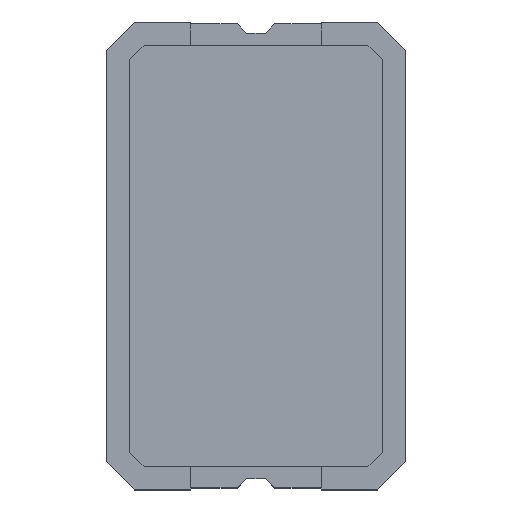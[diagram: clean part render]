
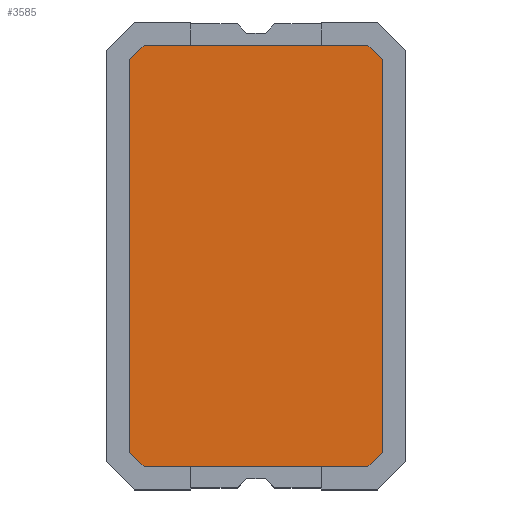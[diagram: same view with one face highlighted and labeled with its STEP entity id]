
A CAD part, top view. The second image highlights one B-rep face of the part: STEP entity #3585.
In plain terms, the highlighted planar face has unit normal (0, 0, 1).
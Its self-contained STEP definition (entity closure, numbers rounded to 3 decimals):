
#55 = PLANE('',#56);
#56 = AXIS2_PLACEMENT_3D('',#57,#58,#59);
#57 = CARTESIAN_POINT('',(-0.598,-1.125,0.675));
#58 = DIRECTION('',(0.,1.,0.));
#59 = DIRECTION('',(-1.,0.,0.));
#335 = PLANE('',#336);
#336 = AXIS2_PLACEMENT_3D('',#337,#338,#339);
#337 = CARTESIAN_POINT('',(0.598,1.125,0.675));
#338 = DIRECTION('',(0.,-1.,0.));
#339 = DIRECTION('',(1.,0.,0.));
#363 = PLANE('',#364);
#364 = AXIS2_PLACEMENT_3D('',#365,#366,#367);
#365 = CARTESIAN_POINT('',(0.675,1.048,0.675));
#366 = DIRECTION('',(-0.707,-0.707,0.
    ));
#367 = DIRECTION('',(0.707,-0.707,0.)
  );
#391 = PLANE('',#392);
#392 = AXIS2_PLACEMENT_3D('',#393,#394,#395);
#393 = CARTESIAN_POINT('',(0.675,-1.048,0.675));
#394 = DIRECTION('',(-1.,0.,0.));
#395 = DIRECTION('',(0.,-1.,0.));
#417 = PLANE('',#418);
#418 = AXIS2_PLACEMENT_3D('',#419,#420,#421);
#419 = CARTESIAN_POINT('',(0.598,-1.125,0.675));
#420 = DIRECTION('',(-0.707,0.707,0.)
  );
#421 = DIRECTION('',(-0.707,-0.707,0.
    ));
#478 = PLANE('',#479);
#479 = AXIS2_PLACEMENT_3D('',#480,#481,#482);
#480 = CARTESIAN_POINT('',(-0.675,-1.048,0.675));
#481 = DIRECTION('',(0.707,0.707,0.));
#482 = DIRECTION('',(-0.707,0.707,0.)
  );
#506 = PLANE('',#507);
#507 = AXIS2_PLACEMENT_3D('',#508,#509,#510);
#508 = CARTESIAN_POINT('',(-0.675,1.048,0.675));
#509 = DIRECTION('',(1.,0.,0.));
#510 = DIRECTION('',(0.,1.,0.));
#534 = PLANE('',#535);
#535 = AXIS2_PLACEMENT_3D('',#536,#537,#538);
#536 = CARTESIAN_POINT('',(-0.598,1.125,0.675));
#537 = DIRECTION('',(0.707,-0.707,0.)
  );
#538 = DIRECTION('',(0.707,0.707,0.));
#3188 = VERTEX_POINT('',#3189);
#3189 = CARTESIAN_POINT('',(0.598,-1.125,0.675));
#3210 = EDGE_CURVE('',#3211,#3188,#3213,.T.);
#3211 = VERTEX_POINT('',#3212);
#3212 = CARTESIAN_POINT('',(-0.598,-1.125,0.675));
#3213 = SURFACE_CURVE('',#3214,(#3218,#3225),.PCURVE_S1.);
#3214 = LINE('',#3215,#3216);
#3215 = CARTESIAN_POINT('',(-0.598,-1.125,0.675));
#3216 = VECTOR('',#3217,1.);
#3217 = DIRECTION('',(1.,0.,0.));
#3218 = PCURVE('',#55,#3219);
#3219 = DEFINITIONAL_REPRESENTATION('',(#3220),#3224);
#3220 = LINE('',#3221,#3222);
#3221 = CARTESIAN_POINT('',(0.,0.));
#3222 = VECTOR('',#3223,1.);
#3223 = DIRECTION('',(-1.,0.));
#3224 = ( GEOMETRIC_REPRESENTATION_CONTEXT(2) 
PARAMETRIC_REPRESENTATION_CONTEXT() REPRESENTATION_CONTEXT('2D SPACE',''
  ) );
#3225 = PCURVE('',#3226,#3231);
#3226 = PLANE('',#3227);
#3227 = AXIS2_PLACEMENT_3D('',#3228,#3229,#3230);
#3228 = CARTESIAN_POINT('',(0.769,3.172,0.675));
#3229 = DIRECTION('',(0.,0.,1.));
#3230 = DIRECTION('',(1.,0.,0.));
#3231 = DEFINITIONAL_REPRESENTATION('',(#3232),#3236);
#3232 = LINE('',#3233,#3234);
#3233 = CARTESIAN_POINT('',(-1.367,-4.297));
#3234 = VECTOR('',#3235,1.);
#3235 = DIRECTION('',(1.,0.));
#3236 = ( GEOMETRIC_REPRESENTATION_CONTEXT(2) 
PARAMETRIC_REPRESENTATION_CONTEXT() REPRESENTATION_CONTEXT('2D SPACE',''
  ) );
#3268 = VERTEX_POINT('',#3269);
#3269 = CARTESIAN_POINT('',(-0.598,1.125,0.675));
#3290 = EDGE_CURVE('',#3291,#3268,#3293,.T.);
#3291 = VERTEX_POINT('',#3292);
#3292 = CARTESIAN_POINT('',(0.598,1.125,0.675));
#3293 = SURFACE_CURVE('',#3294,(#3298,#3305),.PCURVE_S1.);
#3294 = LINE('',#3295,#3296);
#3295 = CARTESIAN_POINT('',(0.598,1.125,0.675));
#3296 = VECTOR('',#3297,1.);
#3297 = DIRECTION('',(-1.,0.,0.));
#3298 = PCURVE('',#335,#3299);
#3299 = DEFINITIONAL_REPRESENTATION('',(#3300),#3304);
#3300 = LINE('',#3301,#3302);
#3301 = CARTESIAN_POINT('',(0.,0.));
#3302 = VECTOR('',#3303,1.);
#3303 = DIRECTION('',(-1.,0.));
#3304 = ( GEOMETRIC_REPRESENTATION_CONTEXT(2) 
PARAMETRIC_REPRESENTATION_CONTEXT() REPRESENTATION_CONTEXT('2D SPACE',''
  ) );
#3305 = PCURVE('',#3226,#3306);
#3306 = DEFINITIONAL_REPRESENTATION('',(#3307),#3311);
#3307 = LINE('',#3308,#3309);
#3308 = CARTESIAN_POINT('',(-0.171,-2.047));
#3309 = VECTOR('',#3310,1.);
#3310 = DIRECTION('',(-1.,0.));
#3311 = ( GEOMETRIC_REPRESENTATION_CONTEXT(2) 
PARAMETRIC_REPRESENTATION_CONTEXT() REPRESENTATION_CONTEXT('2D SPACE',''
  ) );
#3341 = VERTEX_POINT('',#3342);
#3342 = CARTESIAN_POINT('',(-0.675,-1.048,0.675));
#3363 = EDGE_CURVE('',#3364,#3341,#3366,.T.);
#3364 = VERTEX_POINT('',#3365);
#3365 = CARTESIAN_POINT('',(-0.675,1.048,0.675));
#3366 = SURFACE_CURVE('',#3367,(#3371,#3378),.PCURVE_S1.);
#3367 = LINE('',#3368,#3369);
#3368 = CARTESIAN_POINT('',(-0.675,1.048,0.675));
#3369 = VECTOR('',#3370,1.);
#3370 = DIRECTION('',(0.,-1.,0.));
#3371 = PCURVE('',#506,#3372);
#3372 = DEFINITIONAL_REPRESENTATION('',(#3373),#3377);
#3373 = LINE('',#3374,#3375);
#3374 = CARTESIAN_POINT('',(0.,0.));
#3375 = VECTOR('',#3376,1.);
#3376 = DIRECTION('',(-1.,0.));
#3377 = ( GEOMETRIC_REPRESENTATION_CONTEXT(2) 
PARAMETRIC_REPRESENTATION_CONTEXT() REPRESENTATION_CONTEXT('2D SPACE',''
  ) );
#3378 = PCURVE('',#3226,#3379);
#3379 = DEFINITIONAL_REPRESENTATION('',(#3380),#3384);
#3380 = LINE('',#3381,#3382);
#3381 = CARTESIAN_POINT('',(-1.444,-2.124));
#3382 = VECTOR('',#3383,1.);
#3383 = DIRECTION('',(0.,-1.));
#3384 = ( GEOMETRIC_REPRESENTATION_CONTEXT(2) 
PARAMETRIC_REPRESENTATION_CONTEXT() REPRESENTATION_CONTEXT('2D SPACE',''
  ) );
#3412 = EDGE_CURVE('',#3341,#3211,#3413,.T.);
#3413 = SURFACE_CURVE('',#3414,(#3418,#3425),.PCURVE_S1.);
#3414 = LINE('',#3415,#3416);
#3415 = CARTESIAN_POINT('',(-0.675,-1.048,0.675));
#3416 = VECTOR('',#3417,1.);
#3417 = DIRECTION('',(0.707,-0.707,0.)
  );
#3418 = PCURVE('',#478,#3419);
#3419 = DEFINITIONAL_REPRESENTATION('',(#3420),#3424);
#3420 = LINE('',#3421,#3422);
#3421 = CARTESIAN_POINT('',(0.,0.));
#3422 = VECTOR('',#3423,1.);
#3423 = DIRECTION('',(-1.,0.));
#3424 = ( GEOMETRIC_REPRESENTATION_CONTEXT(2) 
PARAMETRIC_REPRESENTATION_CONTEXT() REPRESENTATION_CONTEXT('2D SPACE',''
  ) );
#3425 = PCURVE('',#3226,#3426);
#3426 = DEFINITIONAL_REPRESENTATION('',(#3427),#3431);
#3427 = LINE('',#3428,#3429);
#3428 = CARTESIAN_POINT('',(-1.444,-4.221));
#3429 = VECTOR('',#3430,1.);
#3430 = DIRECTION('',(0.707,-0.707));
#3431 = ( GEOMETRIC_REPRESENTATION_CONTEXT(2) 
PARAMETRIC_REPRESENTATION_CONTEXT() REPRESENTATION_CONTEXT('2D SPACE',''
  ) );
#3439 = VERTEX_POINT('',#3440);
#3440 = CARTESIAN_POINT('',(0.675,-1.048,0.675));
#3461 = EDGE_CURVE('',#3188,#3439,#3462,.T.);
#3462 = SURFACE_CURVE('',#3463,(#3467,#3474),.PCURVE_S1.);
#3463 = LINE('',#3464,#3465);
#3464 = CARTESIAN_POINT('',(0.598,-1.125,0.675));
#3465 = VECTOR('',#3466,1.);
#3466 = DIRECTION('',(0.707,0.707,0.)
  );
#3467 = PCURVE('',#417,#3468);
#3468 = DEFINITIONAL_REPRESENTATION('',(#3469),#3473);
#3469 = LINE('',#3470,#3471);
#3470 = CARTESIAN_POINT('',(0.,0.));
#3471 = VECTOR('',#3472,1.);
#3472 = DIRECTION('',(-1.,0.));
#3473 = ( GEOMETRIC_REPRESENTATION_CONTEXT(2) 
PARAMETRIC_REPRESENTATION_CONTEXT() REPRESENTATION_CONTEXT('2D SPACE',''
  ) );
#3474 = PCURVE('',#3226,#3475);
#3475 = DEFINITIONAL_REPRESENTATION('',(#3476),#3480);
#3476 = LINE('',#3477,#3478);
#3477 = CARTESIAN_POINT('',(-0.171,-4.297));
#3478 = VECTOR('',#3479,1.);
#3479 = DIRECTION('',(0.707,0.707));
#3480 = ( GEOMETRIC_REPRESENTATION_CONTEXT(2) 
PARAMETRIC_REPRESENTATION_CONTEXT() REPRESENTATION_CONTEXT('2D SPACE',''
  ) );
#3488 = VERTEX_POINT('',#3489);
#3489 = CARTESIAN_POINT('',(0.675,1.048,0.675));
#3510 = EDGE_CURVE('',#3439,#3488,#3511,.T.);
#3511 = SURFACE_CURVE('',#3512,(#3516,#3523),.PCURVE_S1.);
#3512 = LINE('',#3513,#3514);
#3513 = CARTESIAN_POINT('',(0.675,-1.048,0.675));
#3514 = VECTOR('',#3515,1.);
#3515 = DIRECTION('',(0.,1.,0.));
#3516 = PCURVE('',#391,#3517);
#3517 = DEFINITIONAL_REPRESENTATION('',(#3518),#3522);
#3518 = LINE('',#3519,#3520);
#3519 = CARTESIAN_POINT('',(0.,0.));
#3520 = VECTOR('',#3521,1.);
#3521 = DIRECTION('',(-1.,0.));
#3522 = ( GEOMETRIC_REPRESENTATION_CONTEXT(2) 
PARAMETRIC_REPRESENTATION_CONTEXT() REPRESENTATION_CONTEXT('2D SPACE',''
  ) );
#3523 = PCURVE('',#3226,#3524);
#3524 = DEFINITIONAL_REPRESENTATION('',(#3525),#3529);
#3525 = LINE('',#3526,#3527);
#3526 = CARTESIAN_POINT('',(-0.094,-4.221));
#3527 = VECTOR('',#3528,1.);
#3528 = DIRECTION('',(0.,1.));
#3529 = ( GEOMETRIC_REPRESENTATION_CONTEXT(2) 
PARAMETRIC_REPRESENTATION_CONTEXT() REPRESENTATION_CONTEXT('2D SPACE',''
  ) );
#3537 = EDGE_CURVE('',#3488,#3291,#3538,.T.);
#3538 = SURFACE_CURVE('',#3539,(#3543,#3550),.PCURVE_S1.);
#3539 = LINE('',#3540,#3541);
#3540 = CARTESIAN_POINT('',(0.675,1.048,0.675));
#3541 = VECTOR('',#3542,1.);
#3542 = DIRECTION('',(-0.707,0.707,0.
    ));
#3543 = PCURVE('',#363,#3544);
#3544 = DEFINITIONAL_REPRESENTATION('',(#3545),#3549);
#3545 = LINE('',#3546,#3547);
#3546 = CARTESIAN_POINT('',(0.,0.));
#3547 = VECTOR('',#3548,1.);
#3548 = DIRECTION('',(-1.,0.));
#3549 = ( GEOMETRIC_REPRESENTATION_CONTEXT(2) 
PARAMETRIC_REPRESENTATION_CONTEXT() REPRESENTATION_CONTEXT('2D SPACE',''
  ) );
#3550 = PCURVE('',#3226,#3551);
#3551 = DEFINITIONAL_REPRESENTATION('',(#3552),#3556);
#3552 = LINE('',#3553,#3554);
#3553 = CARTESIAN_POINT('',(-0.094,-2.124));
#3554 = VECTOR('',#3555,1.);
#3555 = DIRECTION('',(-0.707,0.707));
#3556 = ( GEOMETRIC_REPRESENTATION_CONTEXT(2) 
PARAMETRIC_REPRESENTATION_CONTEXT() REPRESENTATION_CONTEXT('2D SPACE',''
  ) );
#3564 = EDGE_CURVE('',#3268,#3364,#3565,.T.);
#3565 = SURFACE_CURVE('',#3566,(#3570,#3577),.PCURVE_S1.);
#3566 = LINE('',#3567,#3568);
#3567 = CARTESIAN_POINT('',(-0.598,1.125,0.675));
#3568 = VECTOR('',#3569,1.);
#3569 = DIRECTION('',(-0.707,-0.707,
    0.));
#3570 = PCURVE('',#534,#3571);
#3571 = DEFINITIONAL_REPRESENTATION('',(#3572),#3576);
#3572 = LINE('',#3573,#3574);
#3573 = CARTESIAN_POINT('',(0.,0.));
#3574 = VECTOR('',#3575,1.);
#3575 = DIRECTION('',(-1.,0.));
#3576 = ( GEOMETRIC_REPRESENTATION_CONTEXT(2) 
PARAMETRIC_REPRESENTATION_CONTEXT() REPRESENTATION_CONTEXT('2D SPACE',''
  ) );
#3577 = PCURVE('',#3226,#3578);
#3578 = DEFINITIONAL_REPRESENTATION('',(#3579),#3583);
#3579 = LINE('',#3580,#3581);
#3580 = CARTESIAN_POINT('',(-1.367,-2.047));
#3581 = VECTOR('',#3582,1.);
#3582 = DIRECTION('',(-0.707,-0.707));
#3583 = ( GEOMETRIC_REPRESENTATION_CONTEXT(2) 
PARAMETRIC_REPRESENTATION_CONTEXT() REPRESENTATION_CONTEXT('2D SPACE',''
  ) );
#3585 = ADVANCED_FACE('',(#3586),#3226,.T.);
#3586 = FACE_BOUND('',#3587,.T.);
#3587 = EDGE_LOOP('',(#3588,#3589,#3590,#3591,#3592,#3593,#3594,#3595));
#3588 = ORIENTED_EDGE('',*,*,#3363,.T.);
#3589 = ORIENTED_EDGE('',*,*,#3412,.T.);
#3590 = ORIENTED_EDGE('',*,*,#3210,.T.);
#3591 = ORIENTED_EDGE('',*,*,#3461,.T.);
#3592 = ORIENTED_EDGE('',*,*,#3510,.T.);
#3593 = ORIENTED_EDGE('',*,*,#3537,.T.);
#3594 = ORIENTED_EDGE('',*,*,#3290,.T.);
#3595 = ORIENTED_EDGE('',*,*,#3564,.T.);
